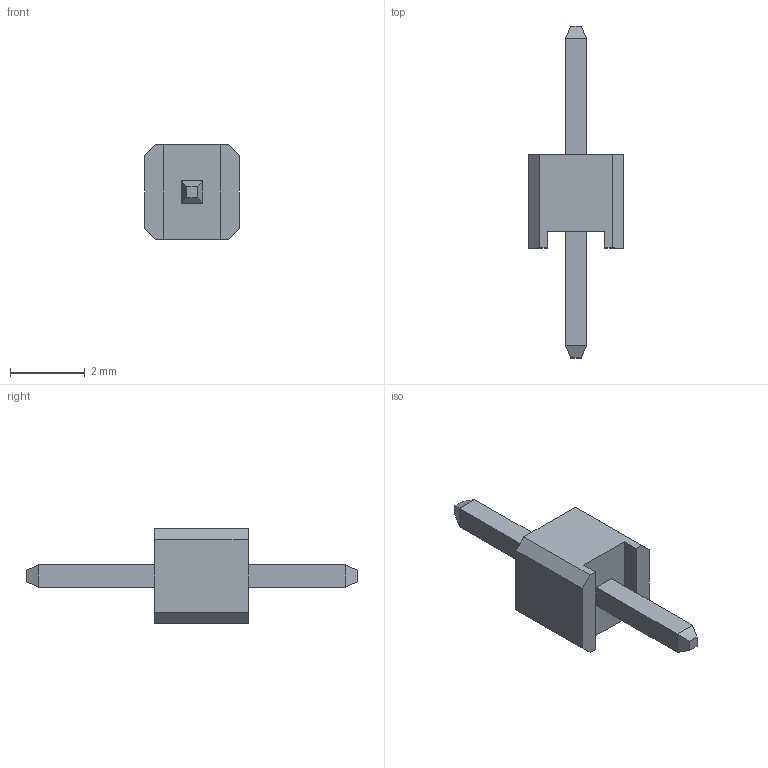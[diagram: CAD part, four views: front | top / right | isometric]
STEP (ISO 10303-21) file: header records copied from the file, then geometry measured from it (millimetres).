
FILE_DESCRIPTION (( 'STEP AP214' ), '1' );
FILE_NAME ('User Library-Header Vertical 2.54mm Pitch2-1.STEP', '2010-10-17T19:10:14', ( 'SysAdmin' ), ( 'SolidWorks' ), 'SwSTEP 2.0', 'SolidWorks 2010', '' );
FILE_SCHEMA (( 'AUTOMOTIVE_DESIGN' ));
Length unit declared in the file: millimetre
Products named in the file (1): User Library-Header Vertical 2.54mm Pitch2-1
Bounding box: 2.54 x 8.88 x 2.54 mm (x, y, z)
Volume: 16.2 mm3; surface area: 52.3 mm2
Topology: 1 solids, 1 shells, 32 faces, 76 edges, 48 vertices
Faces by surface type: plane 32
Entity records: 1282 total; most frequent: CARTESIAN_POINT 157, ORIENTED_EDGE 152, DIRECTION 142, EDGE_CURVE 76, VECTOR 76, LINE 76, VERTEX_POINT 48, UNCERTAINTY_MEASURE_WITH_UNIT 35
